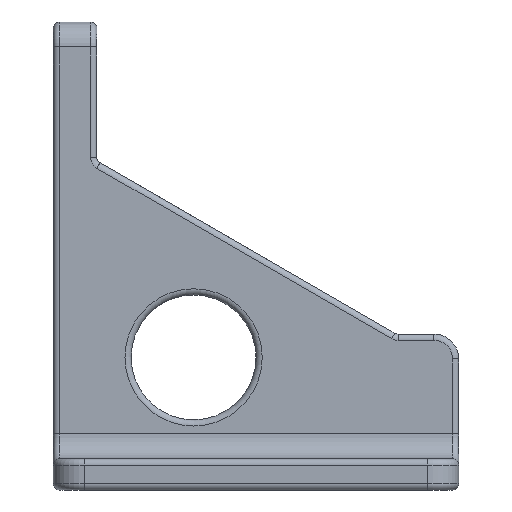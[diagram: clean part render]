
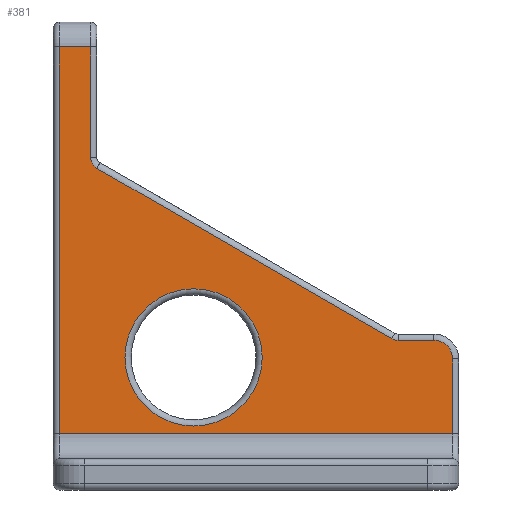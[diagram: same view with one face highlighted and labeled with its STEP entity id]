
A CAD part, left-side view. The second image highlights one B-rep face of the part: STEP entity #381.
In plain terms, the highlighted planar face has unit normal (-1, 0, 0).
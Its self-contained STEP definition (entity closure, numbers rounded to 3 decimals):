
#381=ADVANCED_FACE('',(#1658,#1660),#1662,.T.);
#1658=FACE_BOUND('',#1659,.T.);
#1659=EDGE_LOOP('',(#2912,#2913,#2914,#2915,#2916,#2917,#2918,#2919,#2920,#2921));
#1660=FACE_BOUND('',#1661,.T.);
#1661=EDGE_LOOP('',(#2922));
#1662=PLANE('',#1663);
#1663=AXIS2_PLACEMENT_3D('',#1664,#1665,#1666);
#1664=CARTESIAN_POINT('',(-32.,0.,0.));
#1665=DIRECTION('',(-1.,0.,0.));
#1666=DIRECTION('',(0.,-1.,0.));
#2912=ORIENTED_EDGE('',*,*,#3326,.T.);
#2913=ORIENTED_EDGE('',*,*,#3385,.T.);
#2914=ORIENTED_EDGE('',*,*,#3372,.T.);
#2915=ORIENTED_EDGE('',*,*,#3386,.T.);
#2916=ORIENTED_EDGE('',*,*,#3387,.T.);
#2917=ORIENTED_EDGE('',*,*,#3388,.F.);
#2918=ORIENTED_EDGE('',*,*,#3389,.T.);
#2919=ORIENTED_EDGE('',*,*,#3390,.F.);
#2920=ORIENTED_EDGE('',*,*,#3391,.T.);
#2921=ORIENTED_EDGE('',*,*,#3392,.F.);
#2922=ORIENTED_EDGE('',*,*,#3393,.T.);
#3326=EDGE_CURVE('',#3621,#3618,#3622,.T.);
#3372=EDGE_CURVE('',#3653,#3693,#3696,.T.);
#3385=EDGE_CURVE('',#3618,#3653,#3716,.T.);
#3386=EDGE_CURVE('',#3693,#3717,#3718,.T.);
#3387=EDGE_CURVE('',#3717,#3719,#3720,.T.);
#3388=EDGE_CURVE('',#3721,#3719,#3722,.F.);
#3389=EDGE_CURVE('',#3721,#3723,#3724,.T.);
#3390=EDGE_CURVE('',#3725,#3723,#3726,.F.);
#3391=EDGE_CURVE('',#3725,#3727,#3728,.T.);
#3392=EDGE_CURVE('',#3621,#3727,#3729,.F.);
#3393=EDGE_CURVE('',#3730,#3730,#3731,.F.);
#3618=VERTEX_POINT('',#4134);
#3621=VERTEX_POINT('',#4143);
#3622=LINE('',#4144,#4145);
#3653=VERTEX_POINT('',#4252);
#3693=VERTEX_POINT('',#4360);
#3696=LINE('',#4369,#4370);
#3716=LINE('',#4420,#4421);
#3717=VERTEX_POINT('',#4423);
#3718=LINE('',#4424,#4425);
#3719=VERTEX_POINT('',#4427);
#3720=LINE('',#4428,#4429);
#3721=VERTEX_POINT('',#4431);
#3722=CIRCLE('',#4432,3.);
#3723=VERTEX_POINT('',#4436);
#3724=LINE('',#4437,#4438);
#3725=VERTEX_POINT('',#4440);
#3726=CIRCLE('',#4441,2.);
#3727=VERTEX_POINT('',#4445);
#3728=LINE('',#4446,#4447);
#3729=CIRCLE('',#4449,2.);
#3730=VERTEX_POINT('',#4453);
#3731=CIRCLE('',#4454,11.);
#4134=CARTESIAN_POINT('',(-32.,26.5,71.));
#4143=CARTESIAN_POINT('',(-32.,26.5,53.29));
#4144=CARTESIAN_POINT('',(-32.,26.5,53.29));
#4145=VECTOR('',#4146,1.);
#4146=DIRECTION('',(0.,0.,1.));
#4252=CARTESIAN_POINT('',(-32.,31.5,71.));
#4360=CARTESIAN_POINT('',(-32.,31.5,9.));
#4369=CARTESIAN_POINT('',(-32.,31.5,71.));
#4370=VECTOR('',#4371,1.);
#4371=DIRECTION('',(0.,0.,-1.));
#4420=CARTESIAN_POINT('',(-32.,26.5,71.));
#4421=VECTOR('',#4422,1.);
#4422=DIRECTION('',(0.,1.,0.));
#4423=CARTESIAN_POINT('',(-32.,-31.5,9.));
#4424=CARTESIAN_POINT('',(-32.,31.5,9.));
#4425=VECTOR('',#4426,1.);
#4426=DIRECTION('',(0.,-1.,0.));
#4427=CARTESIAN_POINT('',(-32.,-31.5,21.));
#4428=CARTESIAN_POINT('',(-32.,-31.5,9.));
#4429=VECTOR('',#4430,1.);
#4430=DIRECTION('',(0.,0.,1.));
#4431=CARTESIAN_POINT('',(-32.,-28.5,24.));
#4432=AXIS2_PLACEMENT_3D('',#4433,#4434,#4435);
#4433=CARTESIAN_POINT('',(-32.,-28.5,21.));
#4434=DIRECTION('',(-1.,0.,0.));
#4435=DIRECTION('',(0.,-1.,0.));
#4436=CARTESIAN_POINT('',(-32.,-22.768,24.));
#4437=CARTESIAN_POINT('',(-32.,-28.5,24.));
#4438=VECTOR('',#4439,1.);
#4439=DIRECTION('',(0.,1.,0.));
#4440=CARTESIAN_POINT('',(-32.,-21.768,24.268));
#4441=AXIS2_PLACEMENT_3D('',#4442,#4443,#4444);
#4442=CARTESIAN_POINT('',(-32.,-22.768,26.));
#4443=DIRECTION('',(1.,0.,0.));
#4444=DIRECTION('',(0.,0.,-1.));
#4445=CARTESIAN_POINT('',(-32.,25.5,51.558));
#4446=CARTESIAN_POINT('',(-32.,-21.768,24.268));
#4447=VECTOR('',#4448,1.);
#4448=DIRECTION('',(0.,0.866,0.5));
#4449=AXIS2_PLACEMENT_3D('',#4450,#4451,#4452);
#4450=CARTESIAN_POINT('',(-32.,24.5,53.29));
#4451=DIRECTION('',(1.,0.,0.));
#4452=DIRECTION('',(0.,0.5,-0.866));
#4453=CARTESIAN_POINT('',(-32.,-1.,21.25));
#4454=AXIS2_PLACEMENT_3D('',#4455,#4456,#4457);
#4455=CARTESIAN_POINT('',(-32.,10.,21.25));
#4456=DIRECTION('',(-1.,0.,0.));
#4457=DIRECTION('',(0.,-1.,0.));
